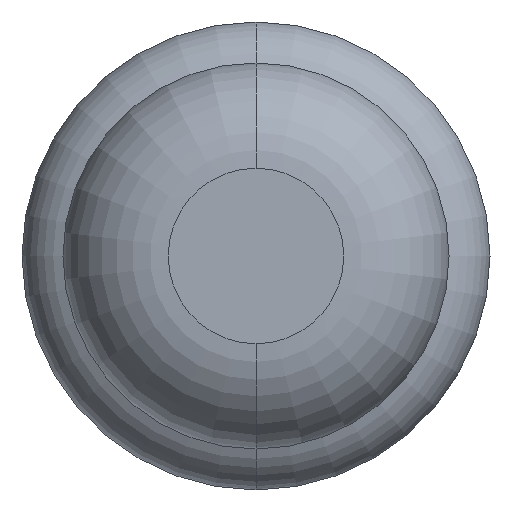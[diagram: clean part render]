
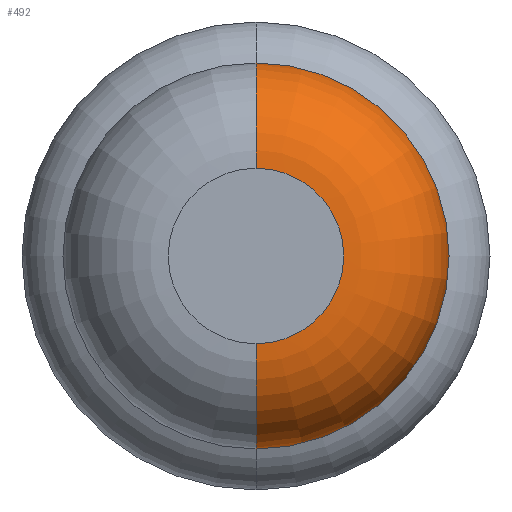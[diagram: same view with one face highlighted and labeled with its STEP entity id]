
A CAD part, front view. The second image highlights one B-rep face of the part: STEP entity #492.
In plain terms, the highlighted toroidal (fillet/blend) face has major radius 0.375 mm and minor radius 0.45 mm.
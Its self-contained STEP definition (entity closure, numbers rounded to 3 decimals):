
#198 = TOROIDAL_SURFACE ( 'NONE', #3291, 0.375, 0.45 ) ;
#270 = DIRECTION ( 'NONE',  ( 1., 0., 0. ) ) ;
#492 = ADVANCED_FACE ( 'Defeature ausgef�hrt1_8', ( #1383 ), #198, .T. ) ;
#534 = ORIENTED_EDGE ( 'NONE', *, *, #1921, .F. ) ;
#670 = DIRECTION ( 'NONE',  ( 0., 1., 0. ) ) ;
#678 = ORIENTED_EDGE ( 'NONE', *, *, #2314, .T. ) ;
#988 = CARTESIAN_POINT ( 'NONE',  ( 0., -26.95, 0.375 ) ) ;
#1064 = DIRECTION ( 'NONE',  ( 0., 0., 1. ) ) ;
#1084 = EDGE_LOOP ( 'NONE', ( #1770, #678, #1276, #534 ) ) ;
#1276 = ORIENTED_EDGE ( 'NONE', *, *, #2651, .F. ) ;
#1287 = DIRECTION ( 'NONE',  ( -1., 0., 0. ) ) ;
#1383 = FACE_OUTER_BOUND ( 'NONE', #1084, .T. ) ;
#1393 = CARTESIAN_POINT ( 'NONE',  ( 0., -26.95, -0.825 ) ) ;
#1428 = AXIS2_PLACEMENT_3D ( 'NONE', #3102, #270, #2755 ) ;
#1677 = CARTESIAN_POINT ( 'NONE',  ( 0., -27.4, -0.375 ) ) ;
#1726 = EDGE_CURVE ( 'Defeature ausgef�hrt1_8+Defeature ausgef�hrt1_7+Defeature ausgef�hrt1_7+Defeature ausgef�hrt1_7', #2667, #3154, #3912, .T. ) ;
#1770 = ORIENTED_EDGE ( 'NONE', *, *, #1726, .T. ) ;
#1921 = EDGE_CURVE ( 'NONE', #2667, #4564, #4147, .T. ) ;
#2227 = CIRCLE ( 'NONE', #3258, 0.825 ) ;
#2314 = EDGE_CURVE ( 'NONE', #3154, #4307, #4482, .T. ) ;
#2507 = DIRECTION ( 'NONE',  ( 0., 1., 0. ) ) ;
#2637 = CARTESIAN_POINT ( 'NONE',  ( 0., -26.95, 0.825 ) ) ;
#2651 = EDGE_CURVE ( 'Defeature ausgef�hrt1_9+Defeature ausgef�hrt1_8+Defeature ausgef�hrt1_8+Defeature ausgef�hrt1_8', #4564, #4307, #2227, .T. ) ;
#2667 = VERTEX_POINT ( 'NONE', #3968 ) ;
#2699 = AXIS2_PLACEMENT_3D ( 'NONE', #988, #1287, #3864 ) ;
#2755 = DIRECTION ( 'NONE',  ( 0., 0., -1. ) ) ;
#3102 = CARTESIAN_POINT ( 'NONE',  ( 0., -26.95, -0.375 ) ) ;
#3154 = VERTEX_POINT ( 'NONE', #1677 ) ;
#3171 = DIRECTION ( 'NONE',  ( 0., 0., 1. ) ) ;
#3258 = AXIS2_PLACEMENT_3D ( 'NONE', #3597, #2507, #1064 ) ;
#3291 = AXIS2_PLACEMENT_3D ( 'NONE', #4304, #670, #3171 ) ;
#3597 = CARTESIAN_POINT ( 'NONE',  ( 0., -26.95, 0. ) ) ;
#3864 = DIRECTION ( 'NONE',  ( 0., 0., 1. ) ) ;
#3912 = CIRCLE ( 'NONE', #4154, 0.375 ) ;
#3968 = CARTESIAN_POINT ( 'NONE',  ( 0., -27.4, 0.375 ) ) ;
#3977 = DIRECTION ( 'NONE',  ( 0., 1., 0. ) ) ;
#4147 = CIRCLE ( 'NONE', #2699, 0.45 ) ;
#4154 = AXIS2_PLACEMENT_3D ( 'NONE', #4325, #3977, #4670 ) ;
#4304 = CARTESIAN_POINT ( 'NONE',  ( 0., -26.95, 0. ) ) ;
#4307 = VERTEX_POINT ( 'NONE', #1393 ) ;
#4325 = CARTESIAN_POINT ( 'NONE',  ( 0., -27.4, 0. ) ) ;
#4482 = CIRCLE ( 'NONE', #1428, 0.45 ) ;
#4564 = VERTEX_POINT ( 'NONE', #2637 ) ;
#4670 = DIRECTION ( 'NONE',  ( 0., 0., 1. ) ) ;
